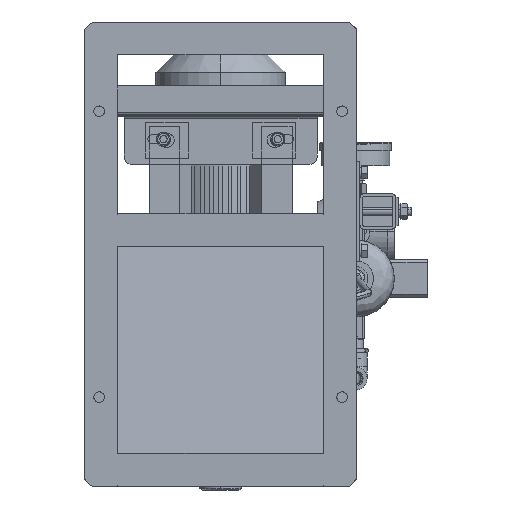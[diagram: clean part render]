
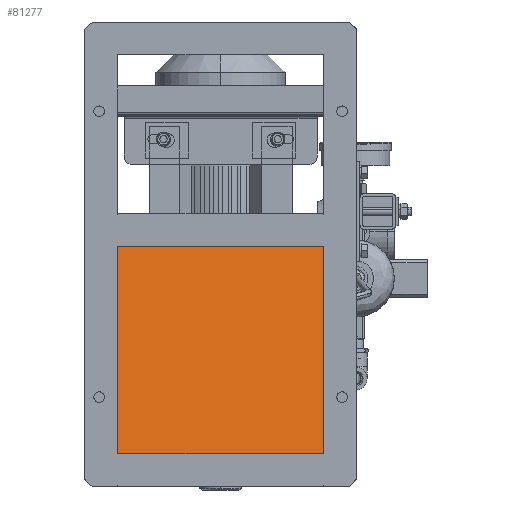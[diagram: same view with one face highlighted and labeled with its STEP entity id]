
A CAD part, front view. The second image highlights one B-rep face of the part: STEP entity #81277.
In plain terms, the highlighted planar face has unit normal (0, -0.985, 0.17).
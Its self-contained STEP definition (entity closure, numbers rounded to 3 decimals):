
#1233 = DIRECTION ( 'NONE',  ( 0., -0.17, -0.985 ) ) ;
#3197 = DIRECTION ( 'NONE',  ( 0., -0.17, -0.985 ) ) ;
#3986 = EDGE_CURVE ( 'NONE', #15700, #100038, #94400, .T. ) ;
#8427 = FACE_OUTER_BOUND ( 'NONE', #79340, .T. ) ;
#11309 = CARTESIAN_POINT ( 'NONE',  ( -144., -202.985, 211. ) ) ;
#15700 = VERTEX_POINT ( 'NONE', #83509 ) ;
#16428 = EDGE_CURVE ( 'NONE', #38110, #16558, #33509, .T. ) ;
#16558 = VERTEX_POINT ( 'NONE', #52165 ) ;
#17201 = LINE ( 'NONE', #69882, #62387 ) ;
#31812 = ORIENTED_EDGE ( 'NONE', *, *, #61943, .T. ) ;
#33300 = AXIS2_PLACEMENT_3D ( 'NONE', #81167, #88361, #80450 ) ;
#33509 = LINE ( 'NONE', #35902, #91594 ) ;
#34168 = CARTESIAN_POINT ( 'NONE',  ( 144., -252.985, -78.657 ) ) ;
#35902 = CARTESIAN_POINT ( 'NONE',  ( -144., -252.985, -78.657 ) ) ;
#36336 = VECTOR ( 'NONE', #1233, 1000. ) ;
#38110 = VERTEX_POINT ( 'NONE', #11309 ) ;
#52165 = CARTESIAN_POINT ( 'NONE',  ( -144., -252.985, -78.657 ) ) ;
#56328 = ORIENTED_EDGE ( 'NONE', *, *, #3986, .F. ) ;
#57845 = LINE ( 'NONE', #97825, #79755 ) ;
#61943 = EDGE_CURVE ( 'NONE', #15700, #38110, #57845, .T. ) ;
#62387 = VECTOR ( 'NONE', #77435, 1000. ) ;
#64719 = DIRECTION ( 'NONE',  ( -1., 0., 0. ) ) ;
#65538 = ORIENTED_EDGE ( 'NONE', *, *, #82566, .F. ) ;
#66851 = CARTESIAN_POINT ( 'NONE',  ( 144., -252.985, -78.657 ) ) ;
#69882 = CARTESIAN_POINT ( 'NONE',  ( 144., -252.985, -78.657 ) ) ;
#77435 = DIRECTION ( 'NONE',  ( -1., 0., 0. ) ) ;
#78544 = ORIENTED_EDGE ( 'NONE', *, *, #16428, .T. ) ;
#79340 = EDGE_LOOP ( 'NONE', ( #31812, #78544, #65538, #56328 ) ) ;
#79755 = VECTOR ( 'NONE', #64719, 1000. ) ;
#80107 = PLANE ( 'NONE',  #33300 ) ;
#80450 = DIRECTION ( 'NONE',  ( 0., 0.17, 0.985 ) ) ;
#81167 = CARTESIAN_POINT ( 'NONE',  ( 144., -252.985, -78.657 ) ) ;
#81277 = ADVANCED_FACE ( 'NONE', ( #8427 ), #80107, .F. ) ;
#82566 = EDGE_CURVE ( 'NONE', #100038, #16558, #17201, .T. ) ;
#83509 = CARTESIAN_POINT ( 'NONE',  ( 144., -202.985, 211. ) ) ;
#88361 = DIRECTION ( 'NONE',  ( 0., 0.985, -0.17 ) ) ;
#91594 = VECTOR ( 'NONE', #3197, 1000. ) ;
#94400 = LINE ( 'NONE', #66851, #36336 ) ;
#97825 = CARTESIAN_POINT ( 'NONE',  ( 144., -202.985, 211. ) ) ;
#100038 = VERTEX_POINT ( 'NONE', #34168 ) ;
